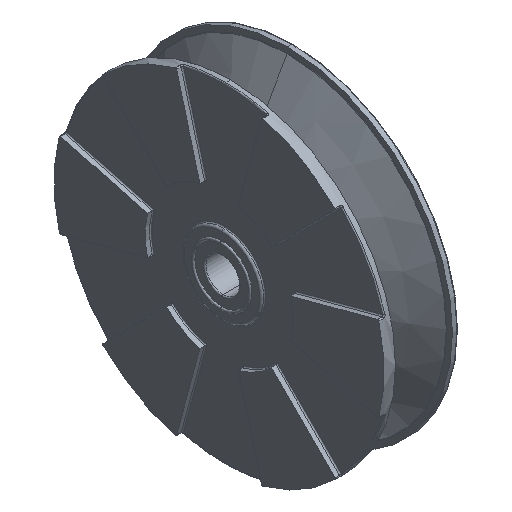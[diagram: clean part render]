
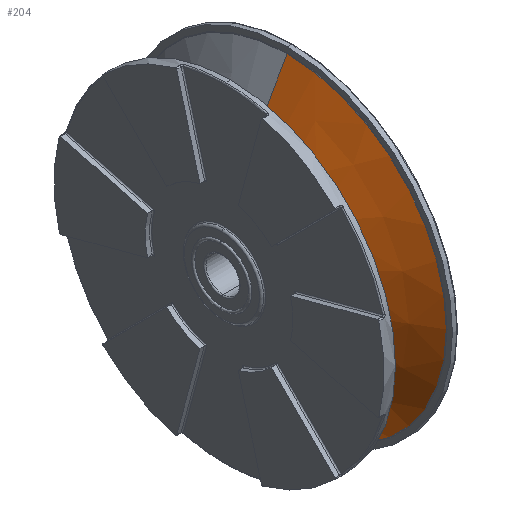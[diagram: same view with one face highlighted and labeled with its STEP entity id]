
A CAD part, isometric view. The second image highlights one B-rep face of the part: STEP entity #204.
In plain terms, the highlighted conical face has half-angle 60 degrees and reference radius 14 mm.
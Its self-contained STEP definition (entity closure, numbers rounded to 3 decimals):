
#15 = VECTOR ( 'NONE', #3442, 1000. ) ;
#154 = LINE ( 'NONE', #5482, #6591 ) ;
#160 = ORIENTED_EDGE ( 'NONE', *, *, #4420, .T. ) ;
#204 = ADVANCED_FACE ( 'NONE', ( #362 ), #4373, .T. ) ;
#229 = VERTEX_POINT ( 'NONE', #2035 ) ;
#362 = FACE_OUTER_BOUND ( 'NONE', #5582, .T. ) ;
#522 = CARTESIAN_POINT ( 'NONE',  ( 2.5, 0., 0. ) ) ;
#755 = VERTEX_POINT ( 'NONE', #3785 ) ;
#1002 = VERTEX_POINT ( 'NONE', #5566 ) ;
#1371 = LINE ( 'NONE', #1863, #15 ) ;
#1448 = ORIENTED_EDGE ( 'NONE', *, *, #5180, .T. ) ;
#1523 = DIRECTION ( 'NONE',  ( 0., 0., -1. ) ) ;
#1566 = DIRECTION ( 'NONE',  ( 1., 0., 0. ) ) ;
#1667 = CARTESIAN_POINT ( 'NONE',  ( 0.087, 0., 9.82 ) ) ;
#1731 = CIRCLE ( 'NONE', #3595, 9.82 ) ;
#1863 = CARTESIAN_POINT ( 'NONE',  ( 2.5, 0., -14. ) ) ;
#2035 = CARTESIAN_POINT ( 'NONE',  ( 2.487, 0., 13.977 ) ) ;
#2337 = CIRCLE ( 'NONE', #4694, 13.977 ) ;
#2748 = AXIS2_PLACEMENT_3D ( 'NONE', #522, #5671, #5692 ) ;
#3442 = DIRECTION ( 'NONE',  ( 0.5, 0., -0.866 ) ) ;
#3595 = AXIS2_PLACEMENT_3D ( 'NONE', #4645, #1566, #1523 ) ;
#3785 = CARTESIAN_POINT ( 'NONE',  ( 0.087, 0., -9.82 ) ) ;
#4348 = DIRECTION ( 'NONE',  ( 0., 0., -1. ) ) ;
#4362 = ORIENTED_EDGE ( 'NONE', *, *, #5834, .F. ) ;
#4373 = CONICAL_SURFACE ( 'NONE', #2748, 14., 1.047 ) ;
#4420 = EDGE_CURVE ( 'NONE', #1002, #229, #2337, .T. ) ;
#4645 = CARTESIAN_POINT ( 'NONE',  ( 0.087, 0., 0. ) ) ;
#4694 = AXIS2_PLACEMENT_3D ( 'NONE', #5972, #4890, #4348 ) ;
#4890 = DIRECTION ( 'NONE',  ( -1., 0., 0. ) ) ;
#5003 = DIRECTION ( 'NONE',  ( 0.5, 0., 0.866 ) ) ;
#5180 = EDGE_CURVE ( 'NONE', #755, #1002, #1371, .T. ) ;
#5469 = VERTEX_POINT ( 'NONE', #1667 ) ;
#5482 = CARTESIAN_POINT ( 'NONE',  ( 2.5, 0., 14. ) ) ;
#5566 = CARTESIAN_POINT ( 'NONE',  ( 2.487, 0., -13.977 ) ) ;
#5582 = EDGE_LOOP ( 'NONE', ( #4362, #6347, #1448, #160 ) ) ;
#5671 = DIRECTION ( 'NONE',  ( 1., 0., 0. ) ) ;
#5692 = DIRECTION ( 'NONE',  ( 0., 0., -1. ) ) ;
#5834 = EDGE_CURVE ( 'NONE', #5469, #229, #154, .T. ) ;
#5972 = CARTESIAN_POINT ( 'NONE',  ( 2.487, 0., 0. ) ) ;
#6347 = ORIENTED_EDGE ( 'NONE', *, *, #6473, .T. ) ;
#6473 = EDGE_CURVE ( 'NONE', #5469, #755, #1731, .T. ) ;
#6591 = VECTOR ( 'NONE', #5003, 1000. ) ;
